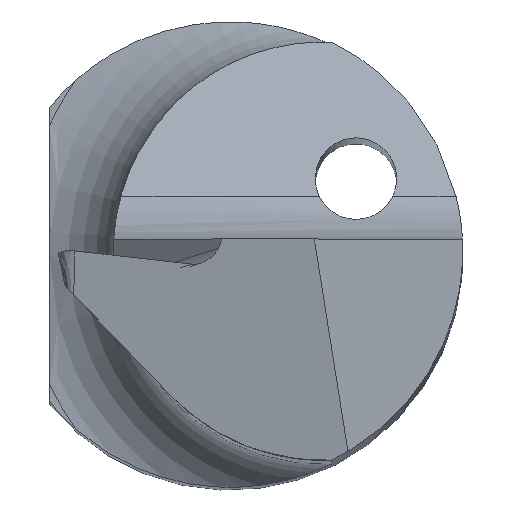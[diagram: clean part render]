
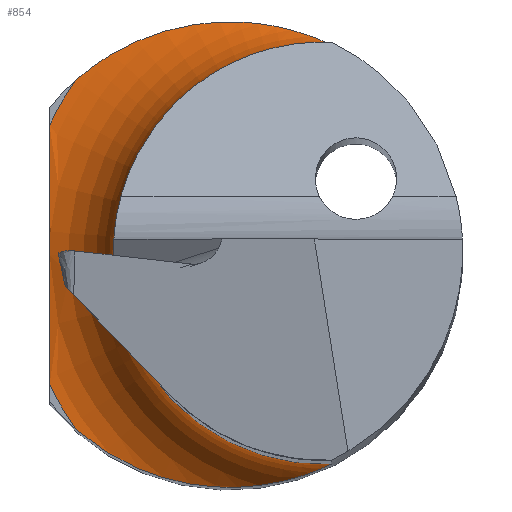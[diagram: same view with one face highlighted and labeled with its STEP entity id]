
A CAD part, top view. The second image highlights one B-rep face of the part: STEP entity #854.
In plain terms, the highlighted toroidal (fillet/blend) face has major radius 2.601 mm and minor radius 0.8 mm.
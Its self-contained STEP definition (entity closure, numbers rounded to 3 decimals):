
#4 = CARTESIAN_POINT ( 'NONE',  ( 0.671, -1.886, 14.427 ) ) ;
#9 = CARTESIAN_POINT ( 'NONE',  ( -0.026, 2.003, 14.128 ) ) ;
#11 = CARTESIAN_POINT ( 'NONE',  ( 0.816, -1.828, 14.584 ) ) ;
#25 = CARTESIAN_POINT ( 'NONE',  ( -1.55, -0.742, 14.012 ) ) ;
#50 = ORIENTED_EDGE ( 'NONE', *, *, #869, .T. ) ;
#74 = CARTESIAN_POINT ( 'NONE',  ( -1.159, -1.645, 14. ) ) ;
#76 = CARTESIAN_POINT ( 'NONE',  ( 0.872, 1.8, 14.8 ) ) ;
#82 = DIRECTION ( 'NONE',  ( 0., 0., 1. ) ) ;
#97 = CARTESIAN_POINT ( 'NONE',  ( -1.55, -1.113, 14. ) ) ;
#98 = AXIS2_PLACEMENT_3D ( 'NONE', #795, #809, #697 ) ;
#121 = ORIENTED_EDGE ( 'NONE', *, *, #244, .T. ) ;
#146 = CARTESIAN_POINT ( 'NONE',  ( -1.55, 0.927, 14. ) ) ;
#176 = DIRECTION ( 'NONE',  ( -1., 0., 0. ) ) ;
#180 = CARTESIAN_POINT ( 'NONE',  ( -1.55, -0.371, 14.032 ) ) ;
#218 = CARTESIAN_POINT ( 'NONE',  ( -1.326, 1.497, 14. ) ) ;
#230 = EDGE_CURVE ( 'NONE', #923, #663, #664, .T. ) ;
#244 = EDGE_CURVE ( 'NONE', #673, #419, #670, .T. ) ;
#254 = CARTESIAN_POINT ( 'NONE',  ( -1.326, -1.497, 14. ) ) ;
#264 = CIRCLE ( 'NONE', #660, 2.601 ) ;
#294 = CARTESIAN_POINT ( 'NONE',  ( 0.872, 1.8, 14.8 ) ) ;
#297 = DIRECTION ( 'NONE',  ( -1., 0., 0. ) ) ;
#306 = DIRECTION ( 'NONE',  ( 0., 0., 1. ) ) ;
#311 = CARTESIAN_POINT ( 'NONE',  ( 0.672, 1.885, 14.427 ) ) ;
#313 = CARTESIAN_POINT ( 'NONE',  ( -0.974, -1.761, 14.005 ) ) ;
#317 = CARTESIAN_POINT ( 'NONE',  ( 0.581, -1.916, 14.365 ) ) ;
#321 = CIRCLE ( 'NONE', #98, 1.801 ) ;
#323 = CARTESIAN_POINT ( 'NONE',  ( -0.24, 1.988, 14.084 ) ) ;
#351 = CARTESIAN_POINT ( 'NONE',  ( -0.666, 1.889, 14.028 ) ) ;
#379 = EDGE_CURVE ( 'NONE', #663, #407, #758, .T. ) ;
#383 = CARTESIAN_POINT ( 'NONE',  ( -1.55, 1.113, 14. ) ) ;
#390 = TOROIDAL_SURFACE ( 'NONE', #605, 2.601, 0.8 ) ;
#396 = DIRECTION ( 'NONE',  ( -1., 0., 0. ) ) ;
#402 = CARTESIAN_POINT ( 'NONE',  ( 0.081, 2.001, 14.155 ) ) ;
#407 = VERTEX_POINT ( 'NONE', #97 ) ;
#416 = CARTESIAN_POINT ( 'NONE',  ( -1.55, -0.186, 14.04 ) ) ;
#419 = VERTEX_POINT ( 'NONE', #736 ) ;
#481 = CARTESIAN_POINT ( 'NONE',  ( 0.801, 0., 14. ) ) ;
#490 = EDGE_LOOP ( 'NONE', ( #1013, #50, #121, #704, #767, #545 ) ) ;
#492 = CARTESIAN_POINT ( 'NONE',  ( -1.55, 0.742, 14.012 ) ) ;
#518 = AXIS2_PLACEMENT_3D ( 'NONE', #481, #306, #176 ) ;
#519 = CARTESIAN_POINT ( 'NONE',  ( -1.16, 1.645, 14. ) ) ;
#538 = CARTESIAN_POINT ( 'NONE',  ( -1.55, 1.113, 14. ) ) ;
#544 = CARTESIAN_POINT ( 'NONE',  ( -1.326, -1.497, 14. ) ) ;
#545 = ORIENTED_EDGE ( 'NONE', *, *, #230, .T. ) ;
#565 = CARTESIAN_POINT ( 'NONE',  ( -0.352, -1.981, 14.06 ) ) ;
#581 = CARTESIAN_POINT ( 'NONE',  ( -1.55, -0.927, 14. ) ) ;
#605 = AXIS2_PLACEMENT_3D ( 'NONE', #701, #800, #297 ) ;
#625 = CARTESIAN_POINT ( 'NONE',  ( -0.564, -1.932, 14.035 ) ) ;
#632 = CARTESIAN_POINT ( 'NONE',  ( 0.083, -2.01, 14.151 ) ) ;
#647 = CARTESIAN_POINT ( 'NONE',  ( -0.349, 1.972, 14.066 ) ) ;
#649 = CARTESIAN_POINT ( 'NONE',  ( 0.872, -1.8, 14.8 ) ) ;
#658 = CARTESIAN_POINT ( 'NONE',  ( -1.55, 0.371, 14.032 ) ) ;
#660 = AXIS2_PLACEMENT_3D ( 'NONE', #944, #82, #396 ) ;
#663 = VERTEX_POINT ( 'NONE', #383 ) ;
#664 = CIRCLE ( 'NONE', #518, 2.601 ) ;
#670 = B_SPLINE_CURVE_WITH_KNOTS ( 'NONE', 3,
 ( #254, #74, #313, #625, #565, #632, #950, #317, #4, #11, #886, #649 ),
 .UNSPECIFIED., .F., .F.,
 ( 4, 2, 2, 2, 2, 4 ),
 ( 0., 0.001, 0.001, 0.002, 0.002, 0.003 ),
 .UNSPECIFIED. ) ;
#671 = CARTESIAN_POINT ( 'NONE',  ( -1.326, 1.497, 14. ) ) ;
#673 = VERTEX_POINT ( 'NONE', #544 ) ;
#697 = DIRECTION ( 'NONE',  ( -1., 0., 0. ) ) ;
#701 = CARTESIAN_POINT ( 'NONE',  ( 0.801, 0., 14.8 ) ) ;
#704 = ORIENTED_EDGE ( 'NONE', *, *, #884, .T. ) ;
#716 = CARTESIAN_POINT ( 'NONE',  ( 0.816, 1.828, 14.585 ) ) ;
#726 = CARTESIAN_POINT ( 'NONE',  ( 0.392, 1.964, 14.264 ) ) ;
#736 = CARTESIAN_POINT ( 'NONE',  ( 0.872, -1.8, 14.8 ) ) ;
#741 = CARTESIAN_POINT ( 'NONE',  ( -1.55, -1.113, 14. ) ) ;
#758 = B_SPLINE_CURVE_WITH_KNOTS ( 'NONE', 3,
 ( #538, #146, #492, #658, #901, #416, #180, #25, #581, #741 ),
 .UNSPECIFIED., .F., .F.,
 ( 4, 2, 2, 2, 4 ),
 ( 0., 0.001, 0.001, 0.002, 0.002 ),
 .UNSPECIFIED. ) ;
#767 = ORIENTED_EDGE ( 'NONE', *, *, #899, .T. ) ;
#795 = CARTESIAN_POINT ( 'NONE',  ( 0.801, 0., 14.8 ) ) ;
#800 = DIRECTION ( 'NONE',  ( 0., 0., 1. ) ) ;
#809 = DIRECTION ( 'NONE',  ( 0., 0., -1. ) ) ;
#837 = CARTESIAN_POINT ( 'NONE',  ( -0.562, 1.923, 14.038 ) ) ;
#854 = ADVANCED_FACE ( 'NONE', ( #932 ), #390, .F. ) ;
#869 = EDGE_CURVE ( 'NONE', #407, #673, #264, .T. ) ;
#870 = CARTESIAN_POINT ( 'NONE',  ( 0.872, 1.8, 14.687 ) ) ;
#884 = EDGE_CURVE ( 'NONE', #419, #1003, #321, .T. ) ;
#886 = CARTESIAN_POINT ( 'NONE',  ( 0.872, -1.8, 14.687 ) ) ;
#899 = EDGE_CURVE ( 'NONE', #1003, #923, #968, .T. ) ;
#901 = CARTESIAN_POINT ( 'NONE',  ( -1.55, 0.185, 14.04 ) ) ;
#912 = CARTESIAN_POINT ( 'NONE',  ( -0.97, 1.763, 14.005 ) ) ;
#923 = VERTEX_POINT ( 'NONE', #218 ) ;
#932 = FACE_OUTER_BOUND ( 'NONE', #490, .T. ) ;
#944 = CARTESIAN_POINT ( 'NONE',  ( 0.801, 0., 14. ) ) ;
#948 = CARTESIAN_POINT ( 'NONE',  ( 0.582, 1.916, 14.366 ) ) ;
#950 = CARTESIAN_POINT ( 'NONE',  ( 0.293, -1.988, 14.212 ) ) ;
#965 = CARTESIAN_POINT ( 'NONE',  ( 0.29, 1.982, 14.224 ) ) ;
#968 = B_SPLINE_CURVE_WITH_KNOTS ( 'NONE', 3,
 ( #76, #870, #716, #311, #948, #726, #965, #402, #9, #323, #647, #837, #351, #912, #519, #671 ),
 .UNSPECIFIED., .F., .F.,
 ( 4, 2, 2, 2, 2, 2, 2, 4 ),
 ( 0., 0., 0.001, 0.001, 0.001, 0.002, 0.002, 0.003 ),
 .UNSPECIFIED. ) ;
#1003 = VERTEX_POINT ( 'NONE', #294 ) ;
#1013 = ORIENTED_EDGE ( 'NONE', *, *, #379, .T. ) ;
